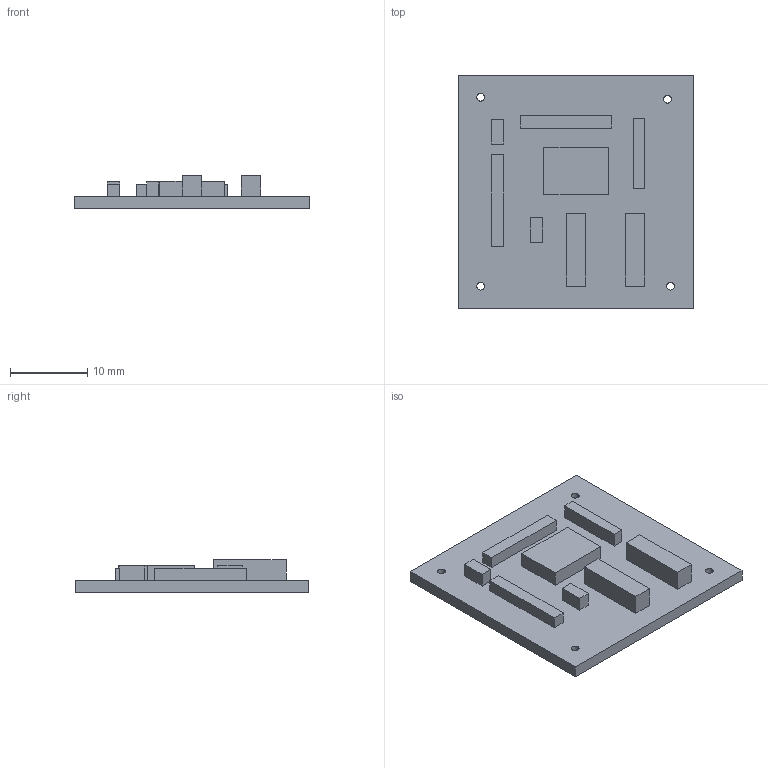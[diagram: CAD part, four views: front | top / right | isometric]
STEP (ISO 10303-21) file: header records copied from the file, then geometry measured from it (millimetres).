
FILE_DESCRIPTION(/* description */ (''),/* implementation_level */ '2;1');
FILE_NAME(/* name */ 'tutorial3 v1.step',/* time_stamp */ '2024-06-26T18:04:57+05:30',/* author */ (''),/* organization */ (''),/* preprocessor_version */ 'ST-DEVELOPER v20',/* originating_system */ 'Autodesk Translation Framework v13.14.0.145',/* authorisation */ '');
FILE_SCHEMA (('AUTOMOTIVE_DESIGN { 1 0 10303 214 3 1 1 }'));
Length unit declared in the file: millimetre
Products named in the file (8): tutorial3; Board; Packages; DO41-10; C075-052X106; 085CS_1AR; M0805; SOT223
Assembly tree (10 placements, depth 3):
  tutorial3
    Board
    Packages
      DO41-10  x2
      C075-052X106
      085CS_1AR  x2
      M0805  x2
      SOT223
Bounding box: 30.46 x 30.15 x 4.24 mm (x, y, z)
Volume: 1755.6 mm3; surface area: 2720.8 mm2
Topology: 9 solids, 9 shells, 76 faces, 174 edges, 116 vertices
Faces by surface type: plane 62, cylinder 14
Full cylindrical faces by diameter (mm): 0.914 x2, 1.118 x4
Entity records: 2014 total; most frequent: DIRECTION 320, CARTESIAN_POINT 307, ORIENTED_EDGE 276, EDGE_CURVE 138, LINE 110, VECTOR 110, AXIS2_PLACEMENT_3D 105, VERTEX_POINT 92
